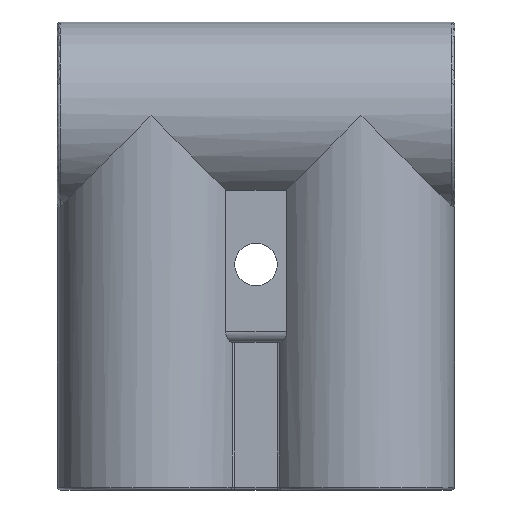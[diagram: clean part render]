
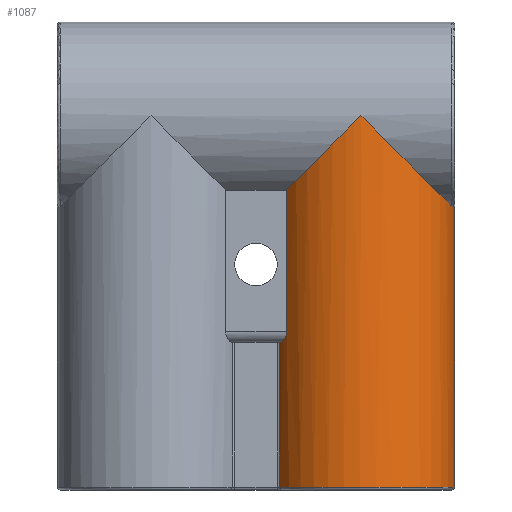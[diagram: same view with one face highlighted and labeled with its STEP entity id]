
A CAD part, front view. The second image highlights one B-rep face of the part: STEP entity #1087.
In plain terms, the highlighted cylindrical face has radius 16.5 mm (diameter 33 mm), a partial arc.
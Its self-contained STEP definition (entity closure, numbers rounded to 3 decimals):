
#604=CARTESIAN_POINT('',(23.876,-10.,52.876));
#605=VERTEX_POINT('',#604);
#612=CARTESIAN_POINT('',(37.0,-16.5,66.0));
#613=VERTEX_POINT('',#612);
#614=CARTESIAN_POINT('',(37.0,0.0,66.0));
#615=DIRECTION('',(-0.707,0.0,0.707));
#616=DIRECTION('',(-0.707,0.0,-0.707));
#617=AXIS2_PLACEMENT_3D('',#614,#615,#616);
#618=ELLIPSE('',#617,23.335,16.5);
#619=EDGE_CURVE('',#605,#613,#618,.T.);
#621=CARTESIAN_POINT('',(53.,-4.031,50.));
#622=VERTEX_POINT('',#621);
#623=CARTESIAN_POINT('',(37.0,0.0,66.0));
#624=DIRECTION('',(0.707,0.0,0.707));
#625=DIRECTION('',(0.707,0.0,-0.707));
#626=AXIS2_PLACEMENT_3D('',#623,#624,#625);
#627=ELLIPSE('',#626,23.335,16.5);
#628=EDGE_CURVE('',#613,#622,#627,.T.);
#941=CARTESIAN_POINT('',(53.492,-0.516,0.5));
#942=VERTEX_POINT('',#941);
#987=CARTESIAN_POINT('',(53.492,-0.516,49.919));
#988=VERTEX_POINT('',#987);
#1014=CARTESIAN_POINT('',(53.492,-0.516,0.5));
#1015=DIRECTION('',(0.0,0.0,1.0));
#1016=VECTOR('',#1015,49.419);
#1017=LINE('',#1014,#1016);
#1018=EDGE_CURVE('',#942,#988,#1017,.T.);
#1030=CARTESIAN_POINT('',(37.0,0.0,0.0));
#1031=DIRECTION('',(0.0,0.0,-1.0));
#1032=DIRECTION('',(-1.0,0.0,0.0));
#1033=AXIS2_PLACEMENT_3D('',#1030,#1031,#1032);
#1034=CYLINDRICAL_SURFACE('',#1033,16.5);
#1035=ORIENTED_EDGE('',*,*,#1018,.T.);
#1036=CARTESIAN_POINT('',(53.,-4.031,50.));
#1037=CARTESIAN_POINT('',(53.138,-3.483,49.862));
#1038=CARTESIAN_POINT('',(53.274,-2.829,49.786));
#1039=CARTESIAN_POINT('',(53.435,-1.552,49.801));
#1040=CARTESIAN_POINT('',(53.476,-1.033,49.846));
#1041=CARTESIAN_POINT('',(53.492,-0.516,49.919));
#1042=B_SPLINE_CURVE_WITH_KNOTS('',3,(#1036,#1037,#1038,#1039,#1040,#1041),.UNSPECIFIED.,.F.,.U.,(4,2,4),(1.096,1.263,1.376),.UNSPECIFIED.);
#1043=EDGE_CURVE('',#622,#988,#1042,.T.);
#1044=ORIENTED_EDGE('',*,*,#1043,.F.);
#1045=ORIENTED_EDGE('',*,*,#628,.F.);
#1046=ORIENTED_EDGE('',*,*,#619,.F.);
#1047=CARTESIAN_POINT('',(23.876,-10.,28.));
#1048=VERTEX_POINT('',#1047);
#1049=CARTESIAN_POINT('',(23.876,-10.,28.));
#1050=DIRECTION('',(0.0,0.0,1.0));
#1051=VECTOR('',#1050,24.876);
#1052=LINE('',#1049,#1051);
#1053=EDGE_CURVE('',#1048,#605,#1052,.T.);
#1054=ORIENTED_EDGE('',*,*,#1053,.F.);
#1055=CARTESIAN_POINT('',(22.711,-8.25,26.016));
#1056=VERTEX_POINT('',#1055);
#1057=CARTESIAN_POINT('',(22.711,-8.25,26.016));
#1058=CARTESIAN_POINT('',(22.816,-8.433,26.039));
#1059=CARTESIAN_POINT('',(22.928,-8.618,26.088));
#1060=CARTESIAN_POINT('',(23.197,-9.046,26.273));
#1061=CARTESIAN_POINT('',(23.353,-9.278,26.438));
#1062=CARTESIAN_POINT('',(23.591,-9.617,26.801));
#1063=CARTESIAN_POINT('',(23.694,-9.758,27.012));
#1064=CARTESIAN_POINT('',(23.837,-9.95,27.486));
#1065=CARTESIAN_POINT('',(23.876,-10.,27.748));
#1066=CARTESIAN_POINT('',(23.876,-10.,28.));
#1067=B_SPLINE_CURVE_WITH_KNOTS('',3,(#1057,#1058,#1059,#1060,#1061,#1062,#1063,#1064,#1065,#1066),.UNSPECIFIED.,.F.,.U.,(4,2,2,2,4),(0.346,0.408,0.498,0.573,0.649),.UNSPECIFIED.);
#1068=EDGE_CURVE('',#1048,#1056,#1067,.F.);
#1069=ORIENTED_EDGE('',*,*,#1068,.T.);
#1070=CARTESIAN_POINT('',(22.711,-8.25,0.5));
#1071=VERTEX_POINT('',#1070);
#1072=CARTESIAN_POINT('',(22.711,-8.25,26.016));
#1073=DIRECTION('',(0.0,0.0,-1.0));
#1074=VECTOR('',#1073,25.516);
#1075=LINE('',#1072,#1074);
#1076=EDGE_CURVE('',#1056,#1071,#1075,.T.);
#1077=ORIENTED_EDGE('',*,*,#1076,.T.);
#1078=CARTESIAN_POINT('',(37.0,0.0,0.5));
#1079=DIRECTION('',(0.0,0.0,1.0));
#1080=DIRECTION('',(0.25,-0.968,0.0));
#1081=AXIS2_PLACEMENT_3D('',#1078,#1079,#1080);
#1082=CIRCLE('',#1081,16.5);
#1083=EDGE_CURVE('',#1071,#942,#1082,.T.);
#1084=ORIENTED_EDGE('',*,*,#1083,.T.);
#1085=EDGE_LOOP('',(#1035,#1044,#1045,#1046,#1054,#1069,#1077,#1084));
#1086=FACE_OUTER_BOUND('',#1085,.T.);
#1087=ADVANCED_FACE('',(#1086),#1034,.T.);
